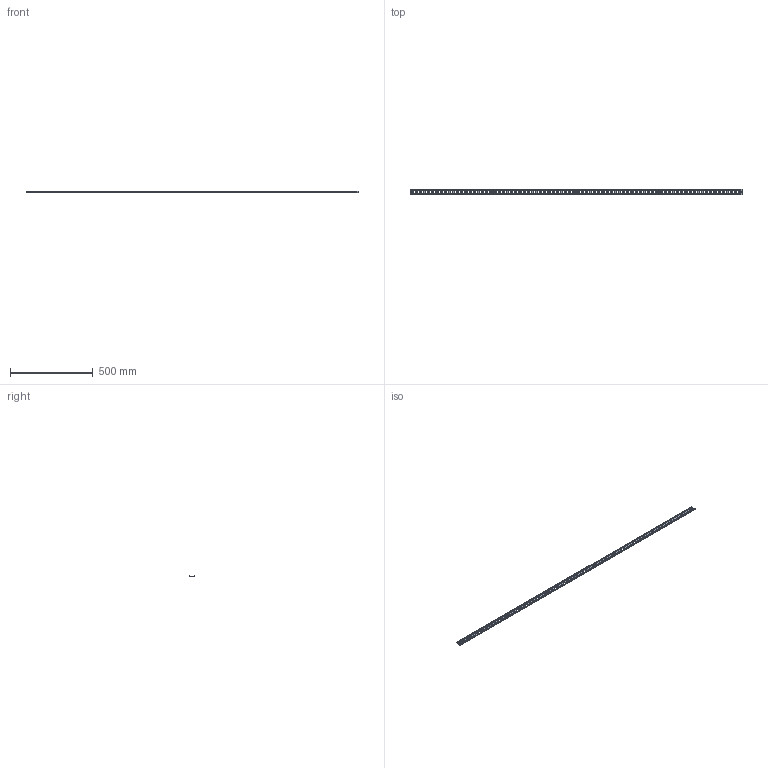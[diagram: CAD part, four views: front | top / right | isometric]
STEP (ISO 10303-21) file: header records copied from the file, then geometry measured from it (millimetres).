
FILE_DESCRIPTION(('CATIA V5 STEP Exchange','CAx-IF Rec.Pracs.--- Model Styling and Organization---1.4--- 2014-01-23'),'2;1');
FILE_NAME ('D1448155_1', '2023-02-07T12:14:08+00:00', ('none'), ('Weidmueller'), 'CATIA Version 5-6 Release 2016 SP3 HF44', 'CATIA V5 STEP AP214', 'none');
FILE_SCHEMA(('AUTOMOTIVE_DESIGN { 1 0 10303 214 1 1 1 1 }'));
Length unit declared in the file: millimetre
Products named in the file (1): 1071690000
Bounding box: 2000 x 35 x 7.5 mm (x, y, z)
Volume: 83268.4 mm3; surface area: 174061.8 mm2
Topology: 1 solids, 1 shells, 506 faces, 1512 edges, 1008 vertices
Faces by surface type: cylinder 328, plane 178
Entity records: 17006 total; most frequent: CARTESIAN_POINT 3058, ORIENTED_EDGE 3024, DIRECTION 2514, EDGE_CURVE 1512, AXIS2_PLACEMENT_3D 1155, VERTEX_POINT 1008, VECTOR 855, LINE 855
